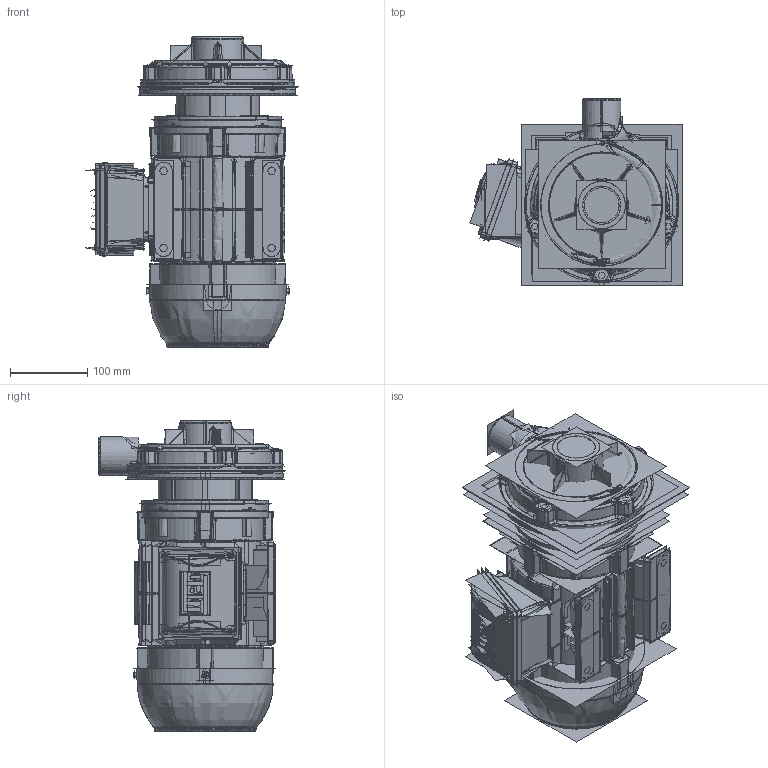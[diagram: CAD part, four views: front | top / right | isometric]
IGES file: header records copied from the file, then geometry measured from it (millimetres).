
Start section:  PTC IGES file: 87230131-02_asm.igs
Global section: file name: 87230131-02_asm.igs; native system: Creo Parametric by PTC Inc.; preprocessor: 2019224; author: santl04; organization: Unknown; date: 20210204.225833; units: millimetre
Bounding box: 274.56 x 242.29 x 402.51 mm (x, y, z)
Volume: 16087721.3 mm3; surface area: 14435696.9 mm2
Topology: 14 solids, 23 shells, 5263 faces, 32060 edges, 44302 vertices
Faces by surface type: bspline 3688, revolution 1551, extrusion 24
